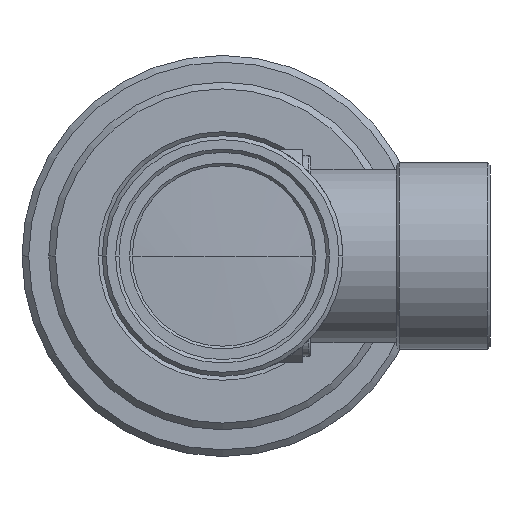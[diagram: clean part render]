
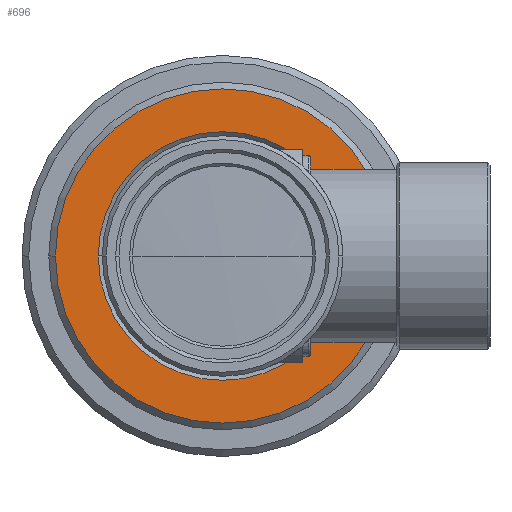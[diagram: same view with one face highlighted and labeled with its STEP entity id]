
A CAD part, left-side view. The second image highlights one B-rep face of the part: STEP entity #696.
In plain terms, the highlighted planar face has unit normal (-1, 0, 0).
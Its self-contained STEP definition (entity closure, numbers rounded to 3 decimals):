
#13 = ORIENTED_EDGE ( 'NONE', *, *, #4495, .F. ) ;
#27 = EDGE_CURVE ( 'NONE', #2051, #2720, #970, .T. ) ;
#390 = DIRECTION ( 'NONE',  ( -1., 0., 0. ) ) ;
#463 = AXIS2_PLACEMENT_3D ( 'NONE', #752, #3475, #1149 ) ;
#696 = ADVANCED_FACE ( 'NONE', ( #1914, #2032 ), #2065, .T. ) ;
#752 = CARTESIAN_POINT ( 'NONE',  ( -12., 0., 0. ) ) ;
#813 = DIRECTION ( 'NONE',  ( -1., 0., 0. ) ) ;
#868 = EDGE_CURVE ( 'NONE', #3391, #3269, #4583, .T. ) ;
#968 = CIRCLE ( 'NONE', #463, 9.3 ) ;
#970 = CIRCLE ( 'NONE', #2243, 12.5 ) ;
#1149 = DIRECTION ( 'NONE',  ( 0., -1., 0. ) ) ;
#1181 = ORIENTED_EDGE ( 'NONE', *, *, #868, .F. ) ;
#1194 = CARTESIAN_POINT ( 'NONE',  ( -12., 0., 0. ) ) ;
#1594 = DIRECTION ( 'NONE',  ( 0., -1., 0. ) ) ;
#1600 = CARTESIAN_POINT ( 'NONE',  ( -12., 9.3, 0. ) ) ;
#1695 = ORIENTED_EDGE ( 'NONE', *, *, #3204, .T. ) ;
#1914 = FACE_OUTER_BOUND ( 'NONE', #2030, .T. ) ;
#2030 = EDGE_LOOP ( 'NONE', ( #4406, #1695 ) ) ;
#2032 = FACE_BOUND ( 'NONE', #3339, .T. ) ;
#2042 = DIRECTION ( 'NONE',  ( 0., -1., 0. ) ) ;
#2051 = VERTEX_POINT ( 'NONE', #3229 ) ;
#2065 = PLANE ( 'NONE',  #2910 ) ;
#2243 = AXIS2_PLACEMENT_3D ( 'NONE', #1194, #3518, #1594 ) ;
#2342 = CARTESIAN_POINT ( 'NONE',  ( -12., -9.3, 0. ) ) ;
#2440 = CARTESIAN_POINT ( 'NONE',  ( -12., 0., 0. ) ) ;
#2663 = AXIS2_PLACEMENT_3D ( 'NONE', #2698, #390, #3089 ) ;
#2698 = CARTESIAN_POINT ( 'NONE',  ( -12., 0., 0. ) ) ;
#2720 = VERTEX_POINT ( 'NONE', #3886 ) ;
#2910 = AXIS2_PLACEMENT_3D ( 'NONE', #2440, #4753, #2042 ) ;
#3089 = DIRECTION ( 'NONE',  ( 0., -1., 0. ) ) ;
#3138 = CARTESIAN_POINT ( 'NONE',  ( -12., 0., 0. ) ) ;
#3204 = EDGE_CURVE ( 'NONE', #2720, #2051, #3900, .T. ) ;
#3229 = CARTESIAN_POINT ( 'NONE',  ( -12., 12.5, 0. ) ) ;
#3269 = VERTEX_POINT ( 'NONE', #2342 ) ;
#3339 = EDGE_LOOP ( 'NONE', ( #13, #1181 ) ) ;
#3391 = VERTEX_POINT ( 'NONE', #1600 ) ;
#3475 = DIRECTION ( 'NONE',  ( -1., 0., 0. ) ) ;
#3518 = DIRECTION ( 'NONE',  ( -1., 0., 0. ) ) ;
#3525 = DIRECTION ( 'NONE',  ( 0., -1., 0. ) ) ;
#3886 = CARTESIAN_POINT ( 'NONE',  ( -12., -12.5, 0. ) ) ;
#3900 = CIRCLE ( 'NONE', #2663, 12.5 ) ;
#4004 = AXIS2_PLACEMENT_3D ( 'NONE', #3138, #813, #3525 ) ;
#4406 = ORIENTED_EDGE ( 'NONE', *, *, #27, .T. ) ;
#4495 = EDGE_CURVE ( 'NONE', #3269, #3391, #968, .T. ) ;
#4583 = CIRCLE ( 'NONE', #4004, 9.3 ) ;
#4753 = DIRECTION ( 'NONE',  ( -1., 0., 0. ) ) ;
